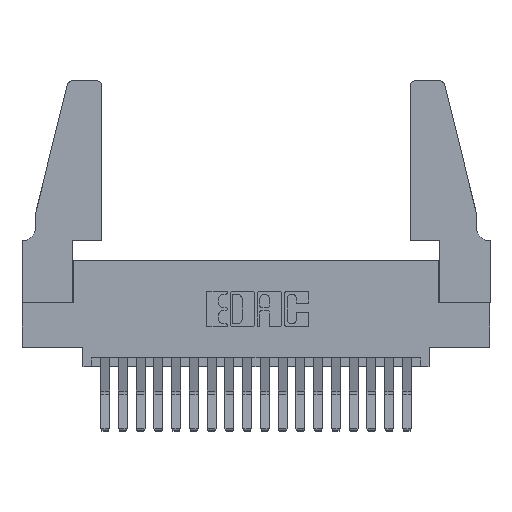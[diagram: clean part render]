
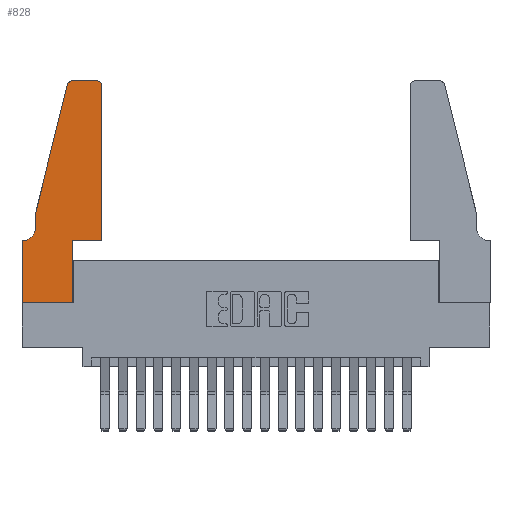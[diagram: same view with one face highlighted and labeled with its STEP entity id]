
A CAD part, top view. The second image highlights one B-rep face of the part: STEP entity #828.
In plain terms, the highlighted planar face has unit normal (0, 0, 1).
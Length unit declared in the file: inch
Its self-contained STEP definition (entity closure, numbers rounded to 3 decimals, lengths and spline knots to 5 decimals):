
#17 = CARTESIAN_POINT ( 'NONE',  ( 0.2605, 1.25, 0.37 ) ) ;
#532 = VERTEX_POINT ( 'NONE', #6136 ) ;
#631 = DIRECTION ( 'NONE',  ( 0., -1., 0. ) ) ;
#661 = ORIENTED_EDGE ( 'NONE', *, *, #4506, .T. ) ;
#828 = ADVANCED_FACE ( 'NONE', ( #2987 ), #10365, .T. ) ;
#859 = AXIS2_PLACEMENT_3D ( 'NONE', #12723, #9901, #3565 ) ;
#1081 = CARTESIAN_POINT ( 'NONE',  ( 0.25487, 1.22718, 0.37 ) ) ;
#1142 = ORIENTED_EDGE ( 'NONE', *, *, #11639, .T. ) ;
#1249 = LINE ( 'NONE', #13932, #17001 ) ;
#1321 = DIRECTION ( 'NONE',  ( 1., 0., 0. ) ) ;
#1422 = VERTEX_POINT ( 'NONE', #4708 ) ;
#1432 = CARTESIAN_POINT ( 'NONE',  ( 0., 0., 0.37 ) ) ;
#1494 = LINE ( 'NONE', #11046, #16256 ) ;
#1627 = EDGE_CURVE ( 'NONE', #16812, #16933, #1249, .T. ) ;
#1877 = VERTEX_POINT ( 'NONE', #2719 ) ;
#2290 = CARTESIAN_POINT ( 'NONE',  ( 0., 0., 0.37 ) ) ;
#2629 = ORIENTED_EDGE ( 'NONE', *, *, #4388, .T. ) ;
#2719 = CARTESIAN_POINT ( 'NONE',  ( 0.4505, 0.35, 0.37 ) ) ;
#2849 = DIRECTION ( 'NONE',  ( 0., -1., 0. ) ) ;
#2907 = LINE ( 'NONE', #7231, #18634 ) ;
#2921 = AXIS2_PLACEMENT_3D ( 'NONE', #13245, #14513, #16166 ) ;
#2987 = FACE_OUTER_BOUND ( 'NONE', #7730, .T. ) ;
#3328 = AXIS2_PLACEMENT_3D ( 'NONE', #12522, #19721, #9917 ) ;
#3359 = DIRECTION ( 'NONE',  ( 1., 0., 0. ) ) ;
#3409 = DIRECTION ( 'NONE',  ( -1., 0., 0. ) ) ;
#3501 = ORIENTED_EDGE ( 'NONE', *, *, #6023, .T. ) ;
#3565 = DIRECTION ( 'NONE',  ( 1., 0., 0. ) ) ;
#4080 = VERTEX_POINT ( 'NONE', #9026 ) ;
#4102 = VECTOR ( 'NONE', #9150, 39.37008 ) ;
#4351 = VERTEX_POINT ( 'NONE', #17396 ) ;
#4388 = EDGE_CURVE ( 'NONE', #16749, #4351, #13651, .T. ) ;
#4503 = CARTESIAN_POINT ( 'NONE',  ( 0., 0.35, 0.37 ) ) ;
#4506 = EDGE_CURVE ( 'NONE', #17483, #5332, #10788, .T. ) ;
#4579 = EDGE_CURVE ( 'NONE', #1877, #4080, #19131, .T. ) ;
#4669 = DIRECTION ( 'NONE',  ( 1., 0., 0. ) ) ;
#4708 = CARTESIAN_POINT ( 'NONE',  ( 0.4205, 1.25, 0.37 ) ) ;
#5204 = VERTEX_POINT ( 'NONE', #17595 ) ;
#5332 = VERTEX_POINT ( 'NONE', #1081 ) ;
#5452 = ORIENTED_EDGE ( 'NONE', *, *, #19231, .T. ) ;
#6023 = EDGE_CURVE ( 'NONE', #4351, #5204, #15698, .T. ) ;
#6136 = CARTESIAN_POINT ( 'NONE',  ( 0., 0.35, 0.37 ) ) ;
#6193 = EDGE_CURVE ( 'NONE', #4080, #1422, #14514, .T. ) ;
#6219 = ORIENTED_EDGE ( 'NONE', *, *, #12546, .T. ) ;
#7061 = CARTESIAN_POINT ( 'NONE',  ( 0.2865, 0.35, 0.37 ) ) ;
#7231 = CARTESIAN_POINT ( 'NONE',  ( 0.0755, 0.5, 0.37 ) ) ;
#7361 = AXIS2_PLACEMENT_3D ( 'NONE', #4503, #19720, #1321 ) ;
#7730 = EDGE_LOOP ( 'NONE', ( #5452, #661, #1142, #2629, #3501, #17624, #16341, #17615, #18269, #6219, #8548, #19211 ) ) ;
#8163 = DIRECTION ( 'NONE',  ( 0., 1., 0. ) ) ;
#8548 = ORIENTED_EDGE ( 'NONE', *, *, #4579, .T. ) ;
#9026 = CARTESIAN_POINT ( 'NONE',  ( 0.4505, 1.22, 0.37 ) ) ;
#9150 = DIRECTION ( 'NONE',  ( -1., 0., 0. ) ) ;
#9901 = DIRECTION ( 'NONE',  ( 0., 0., 1. ) ) ;
#9917 = DIRECTION ( 'NONE',  ( -1., 0., 0. ) ) ;
#10118 = CARTESIAN_POINT ( 'NONE',  ( 0.2865, 0., 0.37 ) ) ;
#10365 = PLANE ( 'NONE',  #7361 ) ;
#10662 = VECTOR ( 'NONE', #2849, 39.37008 ) ;
#10738 = CARTESIAN_POINT ( 'NONE',  ( 0.4505, 0.35, 0.37 ) ) ;
#10788 = CIRCLE ( 'NONE', #2921, 0.03 ) ;
#11046 = CARTESIAN_POINT ( 'NONE',  ( 0.0755, 0.35, 0.37 ) ) ;
#11492 = CARTESIAN_POINT ( 'NONE',  ( 0.2865, 0.35, 0.37 ) ) ;
#11639 = EDGE_CURVE ( 'NONE', #5332, #16749, #2907, .T. ) ;
#11655 = VECTOR ( 'NONE', #4669, 39.37008 ) ;
#12522 = CARTESIAN_POINT ( 'NONE',  ( 0.0055, 0.42, 0.37 ) ) ;
#12546 = EDGE_CURVE ( 'NONE', #16230, #1877, #18128, .T. ) ;
#12723 = CARTESIAN_POINT ( 'NONE',  ( 0.4205, 1.22, 0.37 ) ) ;
#13245 = CARTESIAN_POINT ( 'NONE',  ( 0.284, 1.22, 0.37 ) ) ;
#13651 = LINE ( 'NONE', #15977, #17228 ) ;
#13932 = CARTESIAN_POINT ( 'NONE',  ( 0., 0., 0.37 ) ) ;
#14339 = VECTOR ( 'NONE', #8163, 39.37008 ) ;
#14513 = DIRECTION ( 'NONE',  ( 0., 0., 1. ) ) ;
#14514 = CIRCLE ( 'NONE', #859, 0.03 ) ;
#14573 = LINE ( 'NONE', #17, #4102 ) ;
#15698 = CIRCLE ( 'NONE', #3328, 0.07 ) ;
#15787 = CARTESIAN_POINT ( 'NONE',  ( 0.284, 1.25, 0.37 ) ) ;
#15789 = LINE ( 'NONE', #11492, #16750 ) ;
#15977 = CARTESIAN_POINT ( 'NONE',  ( 0.0755, 0.5, 0.37 ) ) ;
#16166 = DIRECTION ( 'NONE',  ( 1., 0., 0. ) ) ;
#16230 = VERTEX_POINT ( 'NONE', #7061 ) ;
#16256 = VECTOR ( 'NONE', #3409, 39.37008 ) ;
#16278 = DIRECTION ( 'NONE',  ( 0., 1., 0. ) ) ;
#16341 = ORIENTED_EDGE ( 'NONE', *, *, #16386, .T. ) ;
#16386 = EDGE_CURVE ( 'NONE', #532, #16812, #18036, .T. ) ;
#16749 = VERTEX_POINT ( 'NONE', #17365 ) ;
#16750 = VECTOR ( 'NONE', #16278, 39.37008 ) ;
#16812 = VERTEX_POINT ( 'NONE', #2290 ) ;
#16933 = VERTEX_POINT ( 'NONE', #10118 ) ;
#17001 = VECTOR ( 'NONE', #3359, 39.37008 ) ;
#17228 = VECTOR ( 'NONE', #631, 39.37008 ) ;
#17365 = CARTESIAN_POINT ( 'NONE',  ( 0.0755, 0.5, 0.37 ) ) ;
#17396 = CARTESIAN_POINT ( 'NONE',  ( 0.0755, 0.42, 0.37 ) ) ;
#17483 = VERTEX_POINT ( 'NONE', #15787 ) ;
#17595 = CARTESIAN_POINT ( 'NONE',  ( 0.0055, 0.35, 0.37 ) ) ;
#17615 = ORIENTED_EDGE ( 'NONE', *, *, #1627, .T. ) ;
#17624 = ORIENTED_EDGE ( 'NONE', *, *, #17977, .T. ) ;
#17977 = EDGE_CURVE ( 'NONE', #5204, #532, #1494, .T. ) ;
#18036 = LINE ( 'NONE', #1432, #10662 ) ;
#18092 = DIRECTION ( 'NONE',  ( -0.239, -0.971, 0. ) ) ;
#18128 = LINE ( 'NONE', #10738, #11655 ) ;
#18195 = EDGE_CURVE ( 'NONE', #16933, #16230, #15789, .T. ) ;
#18269 = ORIENTED_EDGE ( 'NONE', *, *, #18195, .T. ) ;
#18634 = VECTOR ( 'NONE', #18092, 39.37008 ) ;
#18730 = CARTESIAN_POINT ( 'NONE',  ( 0.4505, 0.35, 0.37 ) ) ;
#19131 = LINE ( 'NONE', #18730, #14339 ) ;
#19211 = ORIENTED_EDGE ( 'NONE', *, *, #6193, .T. ) ;
#19231 = EDGE_CURVE ( 'NONE', #1422, #17483, #14573, .T. ) ;
#19720 = DIRECTION ( 'NONE',  ( 0., 0., 1. ) ) ;
#19721 = DIRECTION ( 'NONE',  ( 0., 0., -1. ) ) ;
